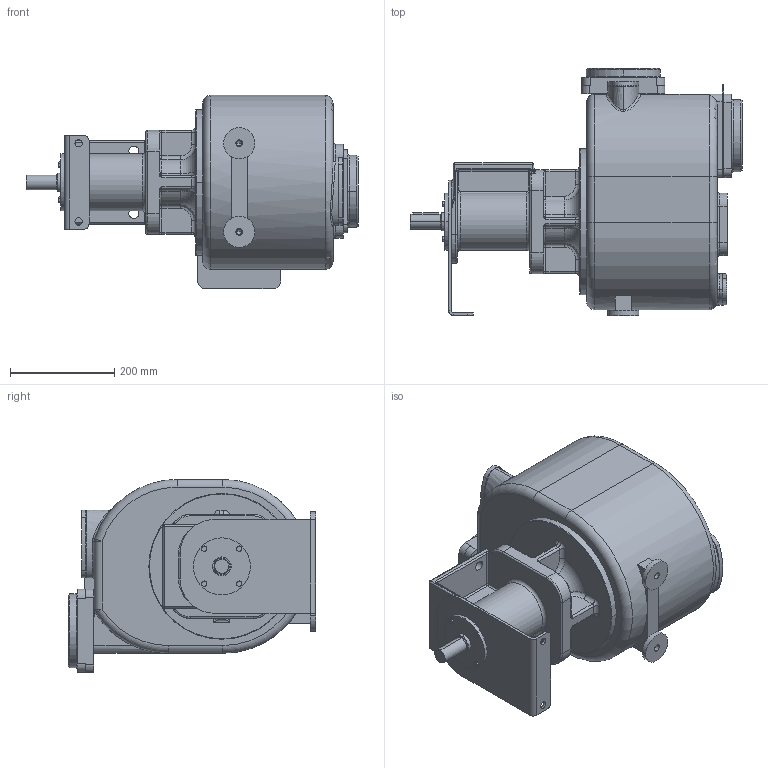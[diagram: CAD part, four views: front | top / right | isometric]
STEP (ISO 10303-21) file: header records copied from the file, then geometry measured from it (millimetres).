
FILE_DESCRIPTION((''),'2;1');
FILE_NAME('S105_K_B','2017-11-07T15:08:46',('Amenduni'),(''),'CREO PARAMETRIC BY PTC INC, 2017110','CREO PARAMETRIC BY PTC INC, 2017110','');
FILE_SCHEMA(('CONFIG_CONTROL_DESIGN'));
Length unit declared in the file: millimetre
Products named in the file (1): S105_K_B
Bounding box: 637.5 x 474.5 x 371 mm (x, y, z)
Volume: 36924437.6 mm3; surface area: 1073827.8 mm2
Topology: 1 solids, 2 shells, 669 faces, 1568 edges, 949 vertices
Faces by surface type: cylinder 276, plane 219, torus 63, bspline 59, cone 38, sphere 10, extrusion 4
Entity records: 27221 total; most frequent: CARTESIAN_POINT 11907, DIRECTION 3350, ORIENTED_EDGE 3114, EDGE_CURVE 1557, AXIS2_PLACEMENT_3D 1369, VERTEX_POINT 949, CIRCLE 759, EDGE_LOOP 736
